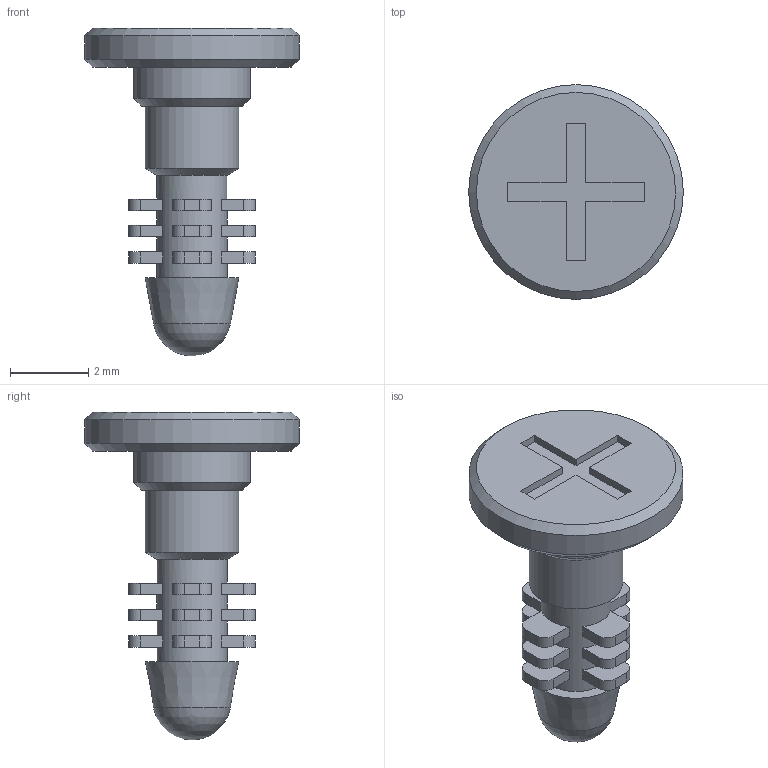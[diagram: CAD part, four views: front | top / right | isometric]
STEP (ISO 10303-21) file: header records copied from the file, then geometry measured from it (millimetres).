
FILE_DESCRIPTION(/* description */ ('Unknown'),/* implementation_level */ '2;1');
FILE_NAME(/* name */ '7009774x360',/* time_stamp */ '2018-05-28T13:06:43+02:00',/* author */ ('Unknown'),/* organization */ ('Unknown'),/* preprocessor_version */ 'ST-DEVELOPER v16.7',/* originating_system */ 'DEX',/* authorisation */ $);
FILE_SCHEMA (('AUTOMOTIVE_DESIGN {1 0 10303 214 3 1 1}'));
Length unit declared in the file: millimetre
Products named in the file (1): 7009774x360
Bounding box: 5.5 x 5.5 x 8.4 mm (x, y, z)
Volume: 52.5 mm3; surface area: 134.6 mm2
Topology: 1 solids, 1 shells, 111 faces, 289 edges, 192 vertices
Faces by surface type: plane 77, cylinder 28, cone 5, sphere 1
Full cylindrical faces by diameter (mm): 1.8 x1, 2.4 x1, 3 x1, 5.5 x1
Entity records: 3278 total; most frequent: DIRECTION 574, CARTESIAN_POINT 558, ORIENTED_EDGE 530, EDGE_CURVE 265, AXIS2_PLACEMENT_3D 197, VERTEX_POINT 181, LINE 180, VECTOR 180
